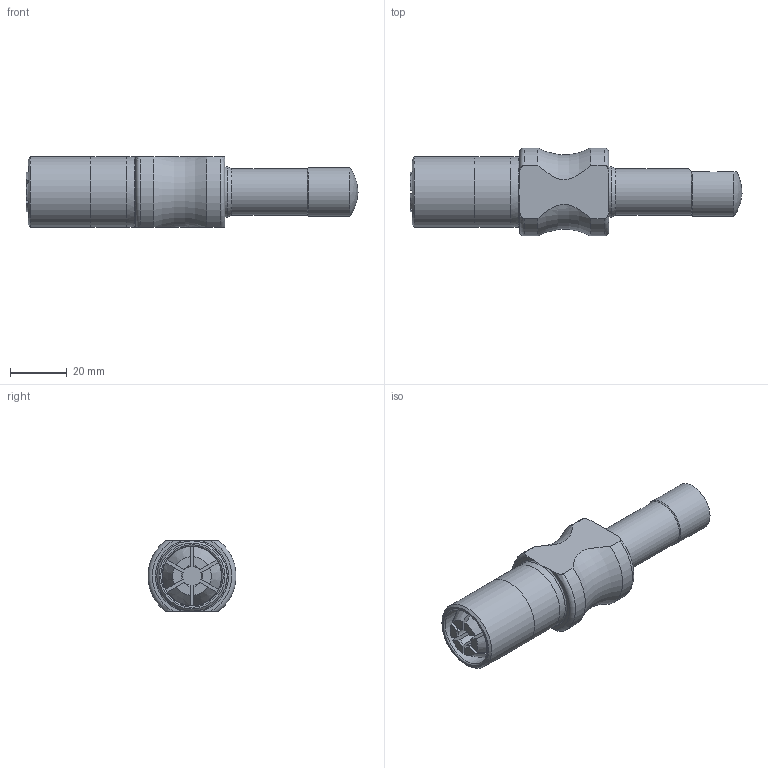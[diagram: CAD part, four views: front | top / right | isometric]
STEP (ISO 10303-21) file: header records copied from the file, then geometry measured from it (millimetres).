
FILE_DESCRIPTION(/* description */ (''),/* implementation_level */ '2;1');
FILE_NAME(/* name */ 'ZF1 CAD Model.stp',/* time_stamp */ '2015-08-21T15:17:07-05:00',/* author */ ('scottg'),/* organization */ ('FasTest,Inc.'),/* preprocessor_version */ 'ST-DEVELOPER v15.2',/* originating_system */ 'Autodesk Inventor 2014',/* authorisation */ '');
FILE_SCHEMA (('AUTOMOTIVE_DESIGN { 1 0 10303 214 3 1 1 }'));
Length unit declared in the file: inch
Products named in the file (1): ZF1 CAD Model
Bounding box: 117.52 x 31.13 x 24.89 mm (x, y, z)
Volume: 45783.2 mm3; surface area: 11874.8 mm2
Topology: 1 solids, 1 shells, 86 faces, 225 edges, 147 vertices
Faces by surface type: plane 33, cylinder 27, cone 17, torus 8, sphere 1
Full cylindrical faces by diameter (mm): 8.433 x1, 16.586 x1, 17.78 x2, 19.558 x1, 21.133 x1, 21.539 x1, 24.867 x3
Entity records: 2756 total; most frequent: CARTESIAN_POINT 686, ORIENTED_EDGE 408, DIRECTION 407, EDGE_CURVE 204, AXIS2_PLACEMENT_3D 170, VERTEX_POINT 142, EDGE_LOOP 108, ADVANCED_FACE 86
